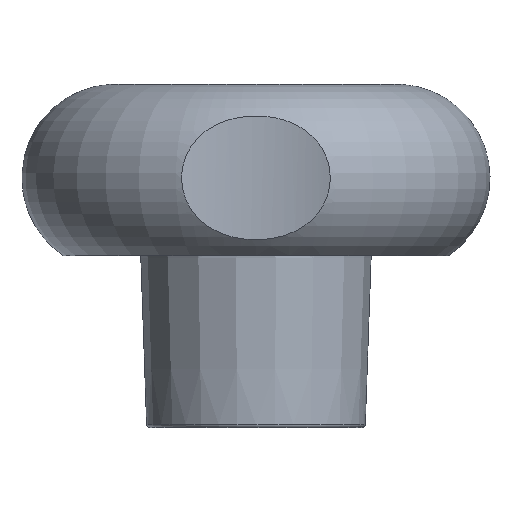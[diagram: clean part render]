
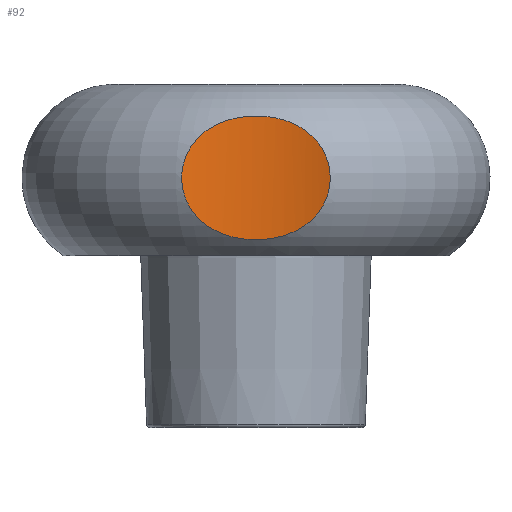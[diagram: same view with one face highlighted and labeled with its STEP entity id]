
A CAD part, front view. The second image highlights one B-rep face of the part: STEP entity #92.
In plain terms, the highlighted cylindrical face has radius 16 mm (diameter 32 mm), a partial arc.
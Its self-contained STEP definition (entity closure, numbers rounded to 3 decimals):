
#92 = ADVANCED_FACE( '', ( #201 ), #202, .F. );
#201 = FACE_OUTER_BOUND( '', #328, .T. );
#202 = CYLINDRICAL_SURFACE( '', #329, 16. );
#328 = EDGE_LOOP( '', ( #525 ) );
#329 = AXIS2_PLACEMENT_3D( '', #526, #527, #528 );
#525 = ORIENTED_EDGE( '', *, *, #724, .T. );
#526 = CARTESIAN_POINT( '', ( 0., -29.5, 69.85 ) );
#527 = DIRECTION( '', ( 0., 0., 1. ) );
#528 = DIRECTION( '', ( -1., 0., 0. ) );
#724 = EDGE_CURVE( '', #864, #864, #865, .T. );
#864 = VERTEX_POINT( '', #1325 );
#865 = B_SPLINE_CURVE_WITH_KNOTS( '', 3, ( #1326, #1327, #1328, #1329, #1330, #1331, #1332, #1333, #1334, #1335, #1336, #1337, #1338, #1339, #1340, #1341, #1342, #1343, #1344, #1345, #1346, #1347, #1348, #1349, #1350, #1351, #1352, #1353, #1354, #1355, #1356, #1357, #1358, #1359, #1360, #1361, #1362, #1363, #1364, #1365, #1366, #1367, #1368, #1369, #1370, #1371, #1372, #1373, #1374, #1375, #1376, #1377, #1378, #1379, #1380, #1381, #1382, #1383, #1384, #1385, #1386, #1387, #1388, #1389, #1390, #1391, #1392, #1393, #1394, #1395 ), .UNSPECIFIED., .T., .F., ( 2, 2, 2, 2, 2, 2, 2, 2, 2, 2, 2, 2, 2, 2, 2, 2, 2, 2, 2, 2, 2, 2, 2, 2, 2, 2, 2, 2, 2, 2, 2, 2, 2, 2, 2, 2, 2 ), ( -0.001, 0., 0.001, 0.002, 0.003, 0.003, 0.005, 0.006, 0.007, 0.008, 0.009, 0.009, 0.01, 0.011, 0.012, 0.013, 0.014, 0.015, 0.016, 0.016, 0.017, 0.018, 0.019, 0.02, 0.021, 0.022, 0.022, 0.023, 0.024, 0.024, 0.025, 0.025, 0.026, 0.026, 0.027, 0.028, 0.028 ), .UNSPECIFIED. );
#1325 = CARTESIAN_POINT( '', ( -4.39, -14.114, 14.394 ) );
#1326 = CARTESIAN_POINT( '', ( -4.517, -14.15, 14.655 ) );
#1327 = CARTESIAN_POINT( '', ( -4.262, -14.078, 14.132 ) );
#1328 = CARTESIAN_POINT( '', ( -4.107, -14.035, 13.893 ) );
#1329 = CARTESIAN_POINT( '', ( -3.747, -13.944, 13.453 ) );
#1330 = CARTESIAN_POINT( '', ( -3.539, -13.895, 13.25 ) );
#1331 = CARTESIAN_POINT( '', ( -3.089, -13.799, 12.897 ) );
#1332 = CARTESIAN_POINT( '', ( -2.848, -13.753, 12.745 ) );
#1333 = CARTESIAN_POINT( '', ( -2.336, -13.669, 12.485 ) );
#1334 = CARTESIAN_POINT( '', ( -2.066, -13.631, 12.378 ) );
#1335 = CARTESIAN_POINT( '', ( -1.241, -13.539, 12.124 ) );
#1336 = CARTESIAN_POINT( '', ( -0.658, -13.503, 12.039 ) );
#1337 = CARTESIAN_POINT( '', ( 0.207, -13.499, 12.028 ) );
#1338 = CARTESIAN_POINT( '', ( 0.496, -13.505, 12.044 ) );
#1339 = CARTESIAN_POINT( '', ( 1.074, -13.533, 12.115 ) );
#1340 = CARTESIAN_POINT( '', ( 1.357, -13.555, 12.171 ) );
#1341 = CARTESIAN_POINT( '', ( 1.908, -13.612, 12.323 ) );
#1342 = CARTESIAN_POINT( '', ( 2.176, -13.646, 12.419 ) );
#1343 = CARTESIAN_POINT( '', ( 2.696, -13.727, 12.66 ) );
#1344 = CARTESIAN_POINT( '', ( 2.949, -13.772, 12.806 ) );
#1345 = CARTESIAN_POINT( '', ( 3.411, -13.866, 13.14 ) );
#1346 = CARTESIAN_POINT( '', ( 3.625, -13.915, 13.33 ) );
#1347 = CARTESIAN_POINT( '', ( 4.011, -14.01, 13.76 ) );
#1348 = CARTESIAN_POINT( '', ( 4.175, -14.054, 13.993 ) );
#1349 = CARTESIAN_POINT( '', ( 4.45, -14.13, 14.495 ) );
#1350 = CARTESIAN_POINT( '', ( 4.56, -14.163, 14.768 ) );
#1351 = CARTESIAN_POINT( '', ( 4.71, -14.209, 15.326 ) );
#1352 = CARTESIAN_POINT( '', ( 4.752, -14.222, 15.611 ) );
#1353 = CARTESIAN_POINT( '', ( 4.767, -14.227, 16.197 ) );
#1354 = CARTESIAN_POINT( '', ( 4.74, -14.218, 16.486 ) );
#1355 = CARTESIAN_POINT( '', ( 4.618, -14.181, 17.052 ) );
#1356 = CARTESIAN_POINT( '', ( 4.523, -14.152, 17.331 ) );
#1357 = CARTESIAN_POINT( '', ( 4.273, -14.081, 17.849 ) );
#1358 = CARTESIAN_POINT( '', ( 4.117, -14.038, 18.094 ) );
#1359 = CARTESIAN_POINT( '', ( 3.754, -13.945, 18.541 ) );
#1360 = CARTESIAN_POINT( '', ( 3.55, -13.897, 18.74 ) );
#1361 = CARTESIAN_POINT( '', ( 3.098, -13.801, 19.097 ) );
#1362 = CARTESIAN_POINT( '', ( 2.854, -13.754, 19.251 ) );
#1363 = CARTESIAN_POINT( '', ( 2.343, -13.67, 19.512 ) );
#1364 = CARTESIAN_POINT( '', ( 2.072, -13.632, 19.62 ) );
#1365 = CARTESIAN_POINT( '', ( 1.519, -13.57, 19.791 ) );
#1366 = CARTESIAN_POINT( '', ( 1.238, -13.545, 19.854 ) );
#1367 = CARTESIAN_POINT( '', ( 0.665, -13.511, 19.941 ) );
#1368 = CARTESIAN_POINT( '', ( 0.372, -13.502, 19.964 ) );
#1369 = CARTESIAN_POINT( '', ( -0.207, -13.499, 19.972 ) );
#1370 = CARTESIAN_POINT( '', ( -0.496, -13.505, 19.956 ) );
#1371 = CARTESIAN_POINT( '', ( -1.069, -13.533, 19.885 ) );
#1372 = CARTESIAN_POINT( '', ( -1.356, -13.555, 19.829 ) );
#1373 = CARTESIAN_POINT( '', ( -1.914, -13.612, 19.675 ) );
#1374 = CARTESIAN_POINT( '', ( -2.183, -13.648, 19.578 ) );
#1375 = CARTESIAN_POINT( '', ( -2.703, -13.728, 19.336 ) );
#1376 = CARTESIAN_POINT( '', ( -2.955, -13.774, 19.19 ) );
#1377 = CARTESIAN_POINT( '', ( -3.419, -13.868, 18.854 ) );
#1378 = CARTESIAN_POINT( '', ( -3.632, -13.916, 18.664 ) );
#1379 = CARTESIAN_POINT( '', ( -3.919, -13.987, 18.341 ) );
#1380 = CARTESIAN_POINT( '', ( -4.01, -14.01, 18.227 ) );
#1381 = CARTESIAN_POINT( '', ( -4.175, -14.054, 17.993 ) );
#1382 = CARTESIAN_POINT( '', ( -4.25, -14.075, 17.871 ) );
#1383 = CARTESIAN_POINT( '', ( -4.386, -14.113, 17.62 ) );
#1384 = CARTESIAN_POINT( '', ( -4.447, -14.13, 17.49 ) );
#1385 = CARTESIAN_POINT( '', ( -4.554, -14.162, 17.221 ) );
#1386 = CARTESIAN_POINT( '', ( -4.6, -14.176, 17.082 ) );
#1387 = CARTESIAN_POINT( '', ( -4.712, -14.209, 16.661 ) );
#1388 = CARTESIAN_POINT( '', ( -4.753, -14.222, 16.375 ) );
#1389 = CARTESIAN_POINT( '', ( -4.763, -14.225, 15.937 ) );
#1390 = CARTESIAN_POINT( '', ( -4.757, -14.224, 15.79 ) );
#1391 = CARTESIAN_POINT( '', ( -4.729, -14.215, 15.5 ) );
#1392 = CARTESIAN_POINT( '', ( -4.707, -14.208, 15.357 ) );
#1393 = CARTESIAN_POINT( '', ( -4.614, -14.18, 14.934 ) );
#1394 = CARTESIAN_POINT( '', ( -4.517, -14.15, 14.655 ) );
#1395 = CARTESIAN_POINT( '', ( -4.262, -14.078, 14.132 ) );
